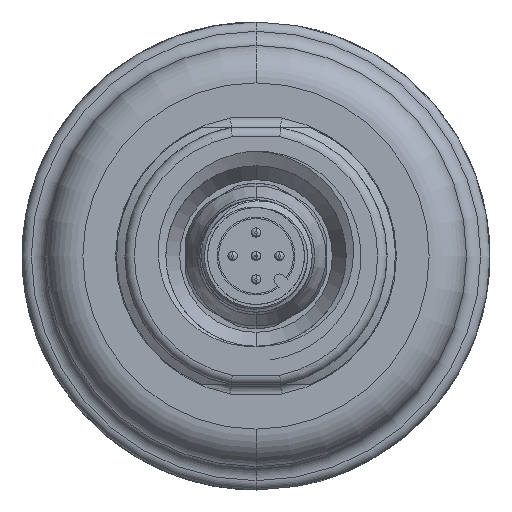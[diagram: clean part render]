
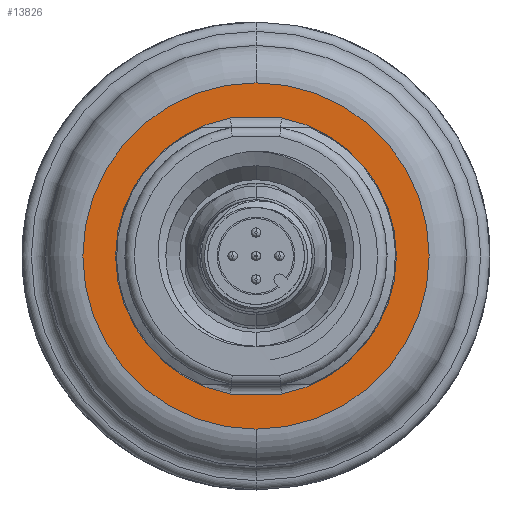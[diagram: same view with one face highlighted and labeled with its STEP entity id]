
A CAD part, front view. The second image highlights one B-rep face of the part: STEP entity #13826.
In plain terms, the highlighted planar face has unit normal (0, -1, 0).
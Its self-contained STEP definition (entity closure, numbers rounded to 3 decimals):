
#2808=CARTESIAN_POINT('',(0.,-128.6,0.));
#2809=DIRECTION('',(0.,-1.,0.));
#2810=DIRECTION('',(0.,0.,-1.));
#2811=AXIS2_PLACEMENT_3D('',#2808,#2809,#2810);
#2813=CARTESIAN_POINT('',(0.,-128.6,0.));
#2814=DIRECTION('',(0.,-1.,0.));
#2815=DIRECTION('',(0.,0.,1.));
#2816=AXIS2_PLACEMENT_3D('',#2813,#2814,#2815);
#2818=CARTESIAN_POINT('',(0.,-128.6,0.));
#2819=DIRECTION('',(0.,-1.,0.));
#2820=DIRECTION('',(-0.182,0.,0.983));
#2821=AXIS2_PLACEMENT_3D('',#2818,#2819,#2820);
#2823=DIRECTION('',(1.,0.,0.));
#2824=VECTOR('',#2823,5.454);
#2825=CARTESIAN_POINT('',(-2.727,-128.6,-14.75));
#2826=LINE('',#2825,#2824);
#2827=CARTESIAN_POINT('',(0.,-128.6,0.));
#2828=DIRECTION('',(0.,-1.,0.));
#2829=DIRECTION('',(0.182,0.,-0.983));
#2830=AXIS2_PLACEMENT_3D('',#2827,#2828,#2829);
#2832=DIRECTION('',(-1.,0.,0.));
#2833=VECTOR('',#2832,5.454);
#2834=CARTESIAN_POINT('',(2.727,-128.6,14.75));
#2835=LINE('',#2834,#2833);
#7804=CARTESIAN_POINT('',(-2.727,-128.6,14.75));
#7805=CARTESIAN_POINT('',(-2.727,-128.6,-14.75));
#7806=VERTEX_POINT('',#7804);
#7807=VERTEX_POINT('',#7805);
#7812=CARTESIAN_POINT('',(2.727,-128.6,-14.75));
#7813=CARTESIAN_POINT('',(2.727,-128.6,14.75));
#7814=VERTEX_POINT('',#7812);
#7815=VERTEX_POINT('',#7813);
#8056=CARTESIAN_POINT('',(0.,-128.6,-18.5));
#8057=CARTESIAN_POINT('',(0.,-128.6,18.5));
#8058=VERTEX_POINT('',#8056);
#8059=VERTEX_POINT('',#8057);
#13806=CARTESIAN_POINT('',(0.,-128.6,0.));
#13807=DIRECTION('',(0.,-1.,0.));
#13808=DIRECTION('',(0.,0.,1.));
#13809=AXIS2_PLACEMENT_3D('',#13806,#13807,#13808);
#13810=PLANE('',#13809);
#13811=ORIENTED_EDGE('',*,*,#13796,.F.);
#13813=ORIENTED_EDGE('',*,*,#13812,.F.);
#13814=EDGE_LOOP('',(#13811,#13813));
#13815=FACE_OUTER_BOUND('',#13814,.F.);
#13817=ORIENTED_EDGE('',*,*,#13816,.T.);
#13819=ORIENTED_EDGE('',*,*,#13818,.T.);
#13821=ORIENTED_EDGE('',*,*,#13820,.T.);
#13823=ORIENTED_EDGE('',*,*,#13822,.T.);
#13824=EDGE_LOOP('',(#13817,#13819,#13821,#13823));
#13825=FACE_BOUND('',#13824,.F.);
#13826=ADVANCED_FACE('',(#13815,#13825),#13810,.T.);
#2812=CIRCLE('',#2811,18.5);
#2817=CIRCLE('',#2816,18.5);
#2822=CIRCLE('',#2821,15.);
#2831=CIRCLE('',#2830,15.);
#13796=EDGE_CURVE('',#8058,#8059,#2812,.T.);
#13812=EDGE_CURVE('',#8059,#8058,#2817,.T.);
#13816=EDGE_CURVE('',#7806,#7807,#2822,.T.);
#13818=EDGE_CURVE('',#7807,#7814,#2826,.T.);
#13820=EDGE_CURVE('',#7814,#7815,#2831,.T.);
#13822=EDGE_CURVE('',#7815,#7806,#2835,.T.);
